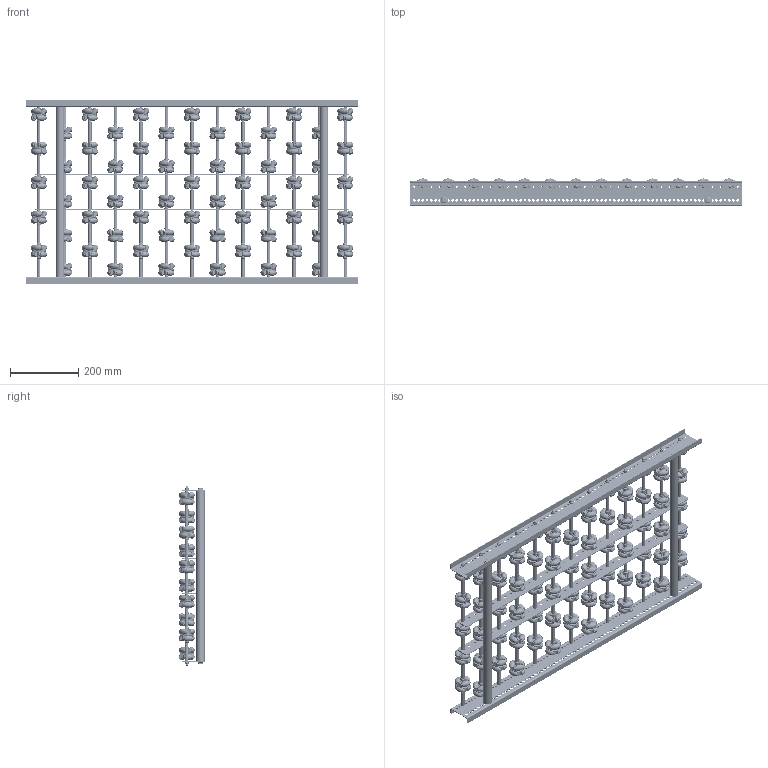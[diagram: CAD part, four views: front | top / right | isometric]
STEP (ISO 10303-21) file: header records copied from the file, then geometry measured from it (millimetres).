
FILE_DESCRIPTION (( 'STEP AP214' ), '1' );
FILE_NAME ('0052595.step', '2021-10-26T12:35:20', ( '' ), ( '' ), 'SwSTEP 2.0', 'SolidWorks 2020', '' );
FILE_SCHEMA (( 'AUTOMOTIVE_DESIGN' ));
Length unit declared in the file: millimetre
Products named in the file (14): AWR-Achse-f黵-Konfiguration_L500; 0019730_Tragrollenrohr-Ø10x1,75KU_KFG_0019730_L=54; 0027528_BUCHSE-HOHLNIETE ZU AWR48; Traversen_KFG_L500; AWR48_Halter; AWR48_Röllchen; 0019719_Gewindestange-M6_L=520; AWR48_Stift; S100994_Sperrzahnschraube_M08x16-8.8-A2K; 0036819_SICHERUNGS-HUTMUTTER-DIN986-M6; Profil-RB-20x70x20x2_S100234_U-PROFIL-20-70-20-2-RB-L=975; 0015028_AWR48; 0052595; S108767_Längstraverse-42x2,5-AWR_L975
Assembly tree (83 placements, depth 4):
  0052595
    Profil-RB-20x70x20x2_S100234_U-PROFIL-20-70-20-2-RB-L=975  x2
    AWR-Achse-f黵-Konfiguration_L500  x13
      0019719_Gewindestange-M6_L=520
      0015028_AWR48
        AWR48_Halter
        AWR48_Röllchen  x6
        AWR48_Stift  x6
      0019730_Tragrollenrohr-Ø10x1,75KU_KFG_0019730_L=54
      0027528_BUCHSE-HOHLNIETE ZU AWR48
    S100994_Sperrzahnschraube_M08x16-8.8-A2K  x4
    Traversen_KFG_L500  x2
    S108767_Längstraverse-42x2,5-AWR_L975  x2
    0036819_SICHERUNGS-HUTMUTTER-DIN986-M6  x26
Bounding box: 975 x 78.93 x 540 mm (x, y, z)
Volume: 3858523.2 mm3; surface area: 2685672.9 mm2
Topology: 1093 solids, 1093 shells, 19602 faces, 45320 edges, 28648 vertices
Faces by surface type: cylinder 7718, plane 6736, torus 3448, cone 1648, sphere 52
Entity records: 25586 total; most frequent: CARTESIAN_POINT 5149, DIRECTION 4383, ORIENTED_EDGE 3766, EDGE_CURVE 1883, AXIS2_PLACEMENT_3D 1861, VERTEX_POINT 1222, EDGE_LOOP 1121, CIRCLE 1078
